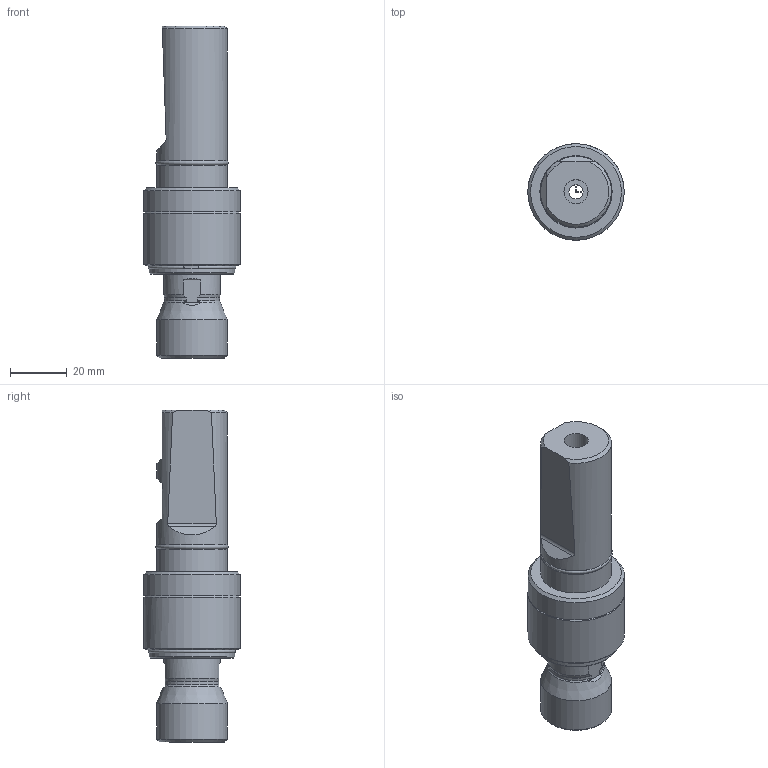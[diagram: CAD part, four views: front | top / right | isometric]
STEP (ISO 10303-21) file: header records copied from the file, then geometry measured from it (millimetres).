
FILE_DESCRIPTION(/* description */ (''),/* implementation_level */ '2;1');
FILE_NAME(/* name */ '262562000.stp',/* time_stamp */ '2021-01-08T12:40:51',/* author */ ('LRA'),/* organization */ ('REGO-FIX'),/* preprocessor_version */ ' Unknown',/* originating_system */ 'SIEMENS PLM Software Solid Edge ST10',/* authorization */ 'Unknown');
FILE_SCHEMA (('AUTOMOTIVE_DESIGN { 1 0 10303 214 2 1 1}'));
Length unit declared in the file: millimetre
Products named in the file (1): NOCUT
Bounding box: 34 x 34 x 117 mm (x, y, z)
Volume: 55543.3 mm3; surface area: 15368 mm2
Topology: 8 solids, 8 shells, 90 faces, 215 edges, 143 vertices
Faces by surface type: plane 30, cone 28, cylinder 25, torus 7
Full cylindrical faces by diameter (mm): 0.1 x6, 5 x1, 6.3 x1, 8.5 x1, 13.5 x1, 20 x1, 22.853 x1, 24.544 x2, 25 x3, 26 x1, 29 x1, 30 x1, 34 x2
Entity records: 2229 total; most frequent: CARTESIAN_POINT 448, DIRECTION 371, ORIENTED_EDGE 260, AXIS2_PLACEMENT_3D 174, FACE_BOUND 153, EDGE_LOOP 141, EDGE_CURVE 130, VERTEX_POINT 119
